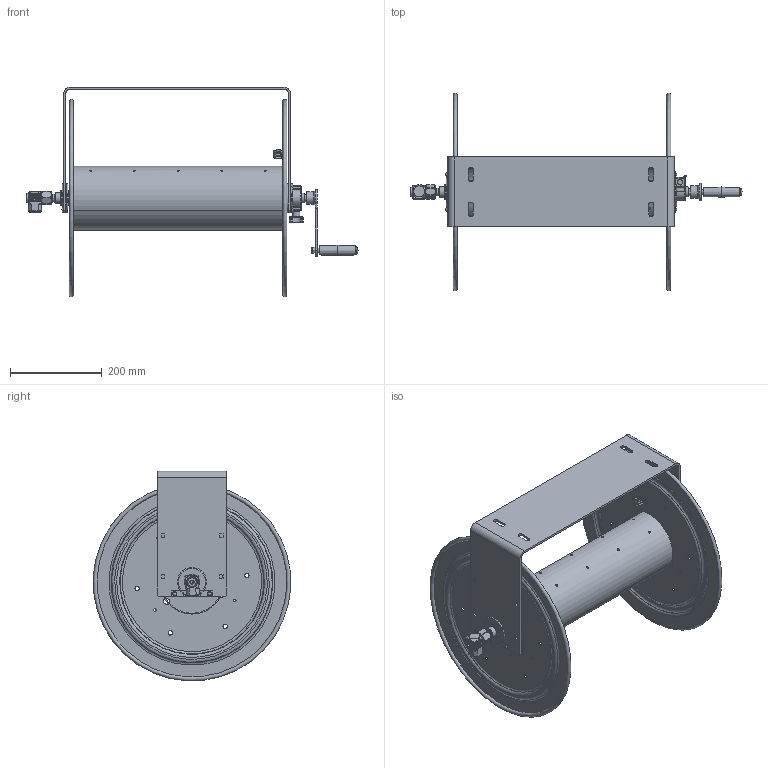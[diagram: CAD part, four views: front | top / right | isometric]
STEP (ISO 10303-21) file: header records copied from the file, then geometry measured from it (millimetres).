
FILE_DESCRIPTION(/* description */ (''),/* implementation_level */ '2;1');
FILE_NAME(/* name */ '117-3-550_SHARED.stp',/* time_stamp */ '2020-04-02T11:00:37-07:00',/* author */ ('NMelton'),/* organization */ (''),/* preprocessor_version */ 'ST-DEVELOPER v17',/* originating_system */ 'Autodesk Inventor 2019',/* authorisation */ '');
FILE_SCHEMA (('AUTOMOTIVE_DESIGN { 1 0 10303 214 3 1 1 }'));
Products named in the file (1): 117-3-550_SHARED
Bounding box: 724.9 x 431.16 x 457.77 mm (x, y, z)
Surface area: 1351674.7 mm2 (no closed solid volume)
Topology: 0 solids, 82 shells, 1238 faces, 5908 edges, 4539 vertices
Faces by surface type: plane 620, bspline 283, cylinder 191, torus 68, cone 49, sphere 27
Full cylindrical faces by diameter (mm): 1.321 x2, 2.54 x1, 3.048 x1, 4.826 x1, 5.182 x1, 5.563 x5, 6.35 x1, 6.604 x1, 7.798 x1, 8.839 x4, 8.89 x2, 9.271 x1, 9.525 x12, 12.192 x1, 12.7 x7, 14.224 x1, 15.799 x1, 15.875 x2, 17.145 x1, 19.304 x1, 20.574 x2, 20.625 x1, 21.336 x1, 21.844 x2, 22.403 x1, 22.53 x1, 23.749 x2, 27.051 x1, 33.02 x2, 33.401 x1
Entity records: 69536 total; most frequent: CARTESIAN_POINT 25805, ORIENTED_EDGE 8428, DIRECTION 6783, EDGE_CURVE 5885, VERTEX_POINT 4539, LINE 3443, VECTOR 3443, B_SPLINE_CURVE_WITH_KNOTS 1677
